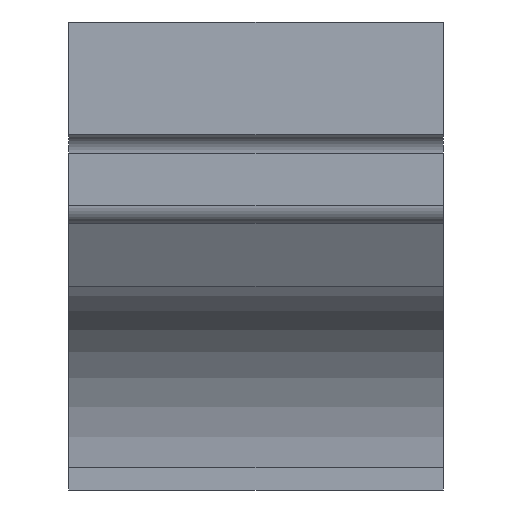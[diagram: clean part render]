
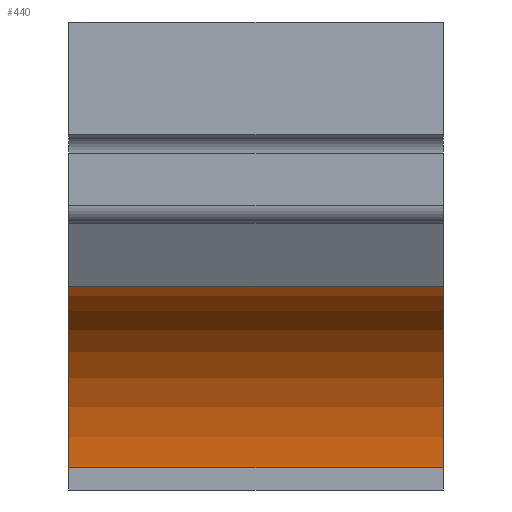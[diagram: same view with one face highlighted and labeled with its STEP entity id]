
A CAD part, front view. The second image highlights one B-rep face of the part: STEP entity #440.
In plain terms, the highlighted cylindrical face has radius 10 mm (diameter 20 mm), a partial arc.
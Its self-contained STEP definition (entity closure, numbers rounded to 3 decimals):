
#43=FACE_OUTER_BOUND('',#66,.T.);
#66=EDGE_LOOP('',(#375,#376,#377,#378));
#108=LINE('',#707,#159);
#119=LINE('',#732,#170);
#159=VECTOR('',#573,10.);
#170=VECTOR('',#592,10.);
#184=CIRCLE('',#474,10.);
#191=CIRCLE('',#488,10.);
#200=VERTEX_POINT('',#647);
#201=VERTEX_POINT('',#649);
#223=VERTEX_POINT('',#705);
#233=VERTEX_POINT('',#728);
#245=EDGE_CURVE('',#201,#200,#184,.T.);
#274=EDGE_CURVE('',#200,#223,#108,.T.);
#286=EDGE_CURVE('',#223,#233,#191,.T.);
#287=EDGE_CURVE('',#233,#201,#119,.T.);
#375=ORIENTED_EDGE('',*,*,#245,.T.);
#376=ORIENTED_EDGE('',*,*,#274,.T.);
#377=ORIENTED_EDGE('',*,*,#286,.T.);
#378=ORIENTED_EDGE('',*,*,#287,.T.);
#427=CYLINDRICAL_SURFACE('',#489,10.);
#440=ADVANCED_FACE('',(#43),#427,.F.);
#474=AXIS2_PLACEMENT_3D('',#650,#526,#527);
#488=AXIS2_PLACEMENT_3D('',#730,#588,#589);
#489=AXIS2_PLACEMENT_3D('',#731,#590,#591);
#526=DIRECTION('center_axis',(1.,0.,0.));
#527=DIRECTION('ref_axis',(0.,0.788,0.615));
#573=DIRECTION('',(-1.,0.,0.));
#588=DIRECTION('center_axis',(-1.,0.,0.));
#589=DIRECTION('ref_axis',(0.,0.788,0.615));
#590=DIRECTION('center_axis',(-1.,0.,0.));
#591=DIRECTION('ref_axis',(0.,0.788,0.615));
#592=DIRECTION('',(1.,0.,0.));
#647=CARTESIAN_POINT('',(-65.,-10.275,51.044));
#649=CARTESIAN_POINT('',(-65.,-2.7,41.342));
#650=CARTESIAN_POINT('Origin',(-65.,-12.7,41.342));
#705=CARTESIAN_POINT('',(-85.,-10.275,51.044));
#707=CARTESIAN_POINT('',(-72.5,-10.275,51.044));
#728=CARTESIAN_POINT('',(-85.,-2.7,41.342));
#730=CARTESIAN_POINT('Origin',(-85.,-12.7,41.342));
#731=CARTESIAN_POINT('Origin',(-72.5,-12.7,41.342));
#732=CARTESIAN_POINT('',(-72.5,-2.7,41.342));
